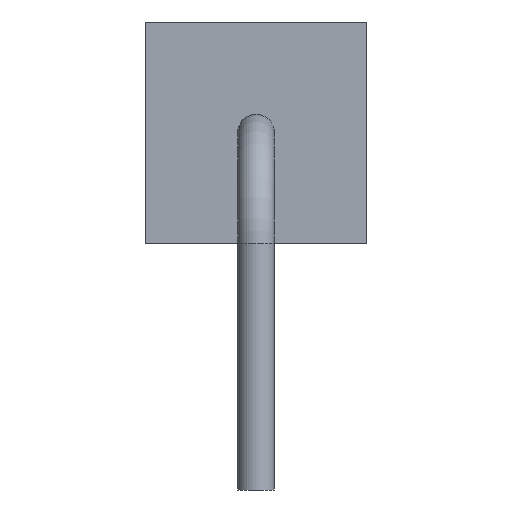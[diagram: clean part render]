
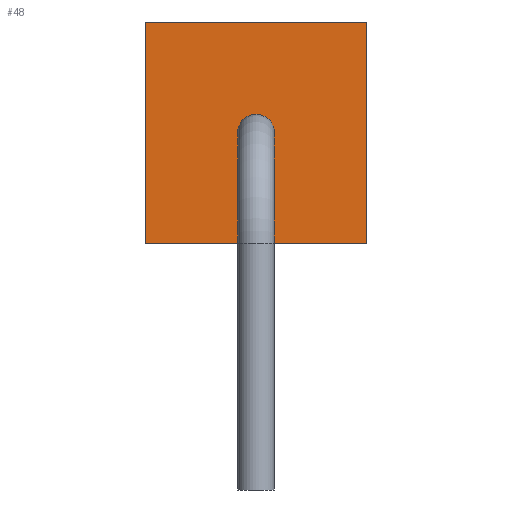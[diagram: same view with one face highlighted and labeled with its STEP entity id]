
A CAD part, left-side view. The second image highlights one B-rep face of the part: STEP entity #48.
In plain terms, the highlighted planar face has unit normal (-1, 0, 0).
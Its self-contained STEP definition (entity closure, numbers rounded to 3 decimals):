
#48 = ADVANCED_FACE( '', ( #101, #102 ), #103, .F. );
#101 = FACE_OUTER_BOUND( '', #158, .T. );
#102 = FACE_BOUND( '', #159, .T. );
#103 = PLANE( '', #160 );
#158 = EDGE_LOOP( '', ( #222, #223, #224, #225 ) );
#159 = EDGE_LOOP( '', ( #226 ) );
#160 = AXIS2_PLACEMENT_3D( '', #227, #228, #229 );
#222 = ORIENTED_EDGE( '', *, *, #300, .F. );
#223 = ORIENTED_EDGE( '', *, *, #293, .F. );
#224 = ORIENTED_EDGE( '', *, *, #301, .F. );
#225 = ORIENTED_EDGE( '', *, *, #302, .F. );
#226 = ORIENTED_EDGE( '', *, *, #288, .F. );
#227 = CARTESIAN_POINT( '', ( -7., 0., 0. ) );
#228 = DIRECTION( '', ( 1., 0., 0. ) );
#229 = DIRECTION( '', ( 0., 0., -1. ) );
#288 = EDGE_CURVE( '', #323, #323, #324, .F. );
#293 = EDGE_CURVE( '', #331, #332, #333, .T. );
#300 = EDGE_CURVE( '', #332, #342, #343, .T. );
#301 = EDGE_CURVE( '', #344, #331, #345, .T. );
#302 = EDGE_CURVE( '', #342, #344, #346, .T. );
#323 = VERTEX_POINT( '', #373 );
#324 = CIRCLE( '', #374, 0.225 );
#331 = VERTEX_POINT( '', #381 );
#332 = VERTEX_POINT( '', #382 );
#333 = LINE( '', #383, #384 );
#342 = VERTEX_POINT( '', #396 );
#343 = LINE( '', #397, #398 );
#344 = VERTEX_POINT( '', #399 );
#345 = LINE( '', #400, #401 );
#346 = LINE( '', #402, #403 );
#373 = CARTESIAN_POINT( '', ( -7., 0., 1.125 ) );
#374 = AXIS2_PLACEMENT_3D( '', #435, #436, #437 );
#381 = CARTESIAN_POINT( '', ( -7., -1.35, 2.7 ) );
#382 = CARTESIAN_POINT( '', ( -7., -1.35, 0. ) );
#383 = CARTESIAN_POINT( '', ( -7., -1.35, 2.7 ) );
#384 = VECTOR( '', #444, 1000. );
#396 = CARTESIAN_POINT( '', ( -7., 1.35, 0. ) );
#397 = CARTESIAN_POINT( '', ( -7., -1.35, 0. ) );
#398 = VECTOR( '', #448, 1000. );
#399 = CARTESIAN_POINT( '', ( -7., 1.35, 2.7 ) );
#400 = CARTESIAN_POINT( '', ( -7., 1.35, 2.7 ) );
#401 = VECTOR( '', #449, 1000. );
#402 = CARTESIAN_POINT( '', ( -7., 1.35, 0. ) );
#403 = VECTOR( '', #450, 1000. );
#435 = CARTESIAN_POINT( '', ( -7., 0., 1.35 ) );
#436 = DIRECTION( '', ( 1., 0., 0. ) );
#437 = DIRECTION( '', ( 0., 0., -1. ) );
#444 = DIRECTION( '', ( 0., 0., -1. ) );
#448 = DIRECTION( '', ( 0., 1., 0. ) );
#449 = DIRECTION( '', ( 0., -1., 0. ) );
#450 = DIRECTION( '', ( 0., 0., 1. ) );
